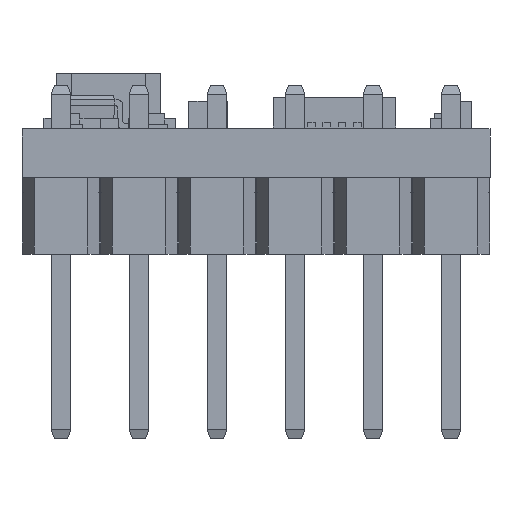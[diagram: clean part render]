
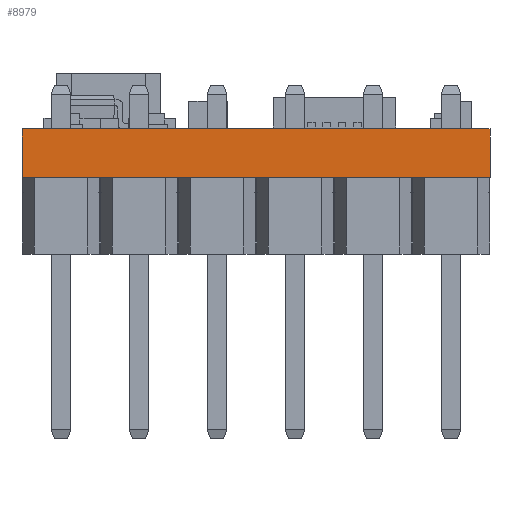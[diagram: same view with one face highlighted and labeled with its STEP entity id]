
A CAD part, left-side view. The second image highlights one B-rep face of the part: STEP entity #8979.
In plain terms, the highlighted planar face has unit normal (-1, 0, 0).
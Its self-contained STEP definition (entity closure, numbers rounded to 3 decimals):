
#1786 = CARTESIAN_POINT ( 'NONE',  ( 0., 0., 1.575 ) ) ;
#1871 = CARTESIAN_POINT ( 'NONE',  ( 0., 0., 1.575 ) ) ;
#6818 = DIRECTION ( 'NONE',  ( 1., 0., 0. ) ) ;
#7533 = DIRECTION ( 'NONE',  ( 0., 0., -1. ) ) ;
#8979 = ADVANCED_FACE ( 'NONE', ( #49280 ), #17542, .F. ) ;
#12036 = CARTESIAN_POINT ( 'NONE',  ( 0., 15.24, 1.575 ) ) ;
#15361 = LINE ( 'NONE', #19839, #44794 ) ;
#16007 = CARTESIAN_POINT ( 'NONE',  ( 0., 15.24, 1.575 ) ) ;
#16301 = EDGE_CURVE ( 'NONE', #41172, #61603, #25167, .T. ) ;
#17499 = VERTEX_POINT ( 'NONE', #18387 ) ;
#17542 = PLANE ( 'NONE',  #53693 ) ;
#18387 = CARTESIAN_POINT ( 'NONE',  ( 0., 15.24, 0. ) ) ;
#19016 = CARTESIAN_POINT ( 'NONE',  ( 0., 15.24, 1.575 ) ) ;
#19839 = CARTESIAN_POINT ( 'NONE',  ( 0., 15.24, 0. ) ) ;
#22560 = LINE ( 'NONE', #1871, #24111 ) ;
#24111 = VECTOR ( 'NONE', #33584, 1000. ) ;
#25167 = LINE ( 'NONE', #19016, #50320 ) ;
#26339 = CARTESIAN_POINT ( 'NONE',  ( 0., 0., 0. ) ) ;
#29715 = DIRECTION ( 'NONE',  ( 0., -1., 0. ) ) ;
#29902 = ORIENTED_EDGE ( 'NONE', *, *, #16301, .F. ) ;
#30187 = CARTESIAN_POINT ( 'NONE',  ( 0., 15.24, 1.575 ) ) ;
#30479 = VERTEX_POINT ( 'NONE', #26339 ) ;
#32547 = VECTOR ( 'NONE', #35013, 1000. ) ;
#33584 = DIRECTION ( 'NONE',  ( 0., 0., -1. ) ) ;
#35013 = DIRECTION ( 'NONE',  ( 0., 0., -1. ) ) ;
#37584 = EDGE_LOOP ( 'NONE', ( #38193, #42645, #29902, #52384 ) ) ;
#38193 = ORIENTED_EDGE ( 'NONE', *, *, #58140, .T. ) ;
#39165 = EDGE_CURVE ( 'NONE', #41172, #17499, #61285, .T. ) ;
#41172 = VERTEX_POINT ( 'NONE', #16007 ) ;
#42645 = ORIENTED_EDGE ( 'NONE', *, *, #61324, .F. ) ;
#44794 = VECTOR ( 'NONE', #67126, 1000. ) ;
#49280 = FACE_OUTER_BOUND ( 'NONE', #37584, .T. ) ;
#50320 = VECTOR ( 'NONE', #29715, 1000. ) ;
#52384 = ORIENTED_EDGE ( 'NONE', *, *, #39165, .T. ) ;
#53693 = AXIS2_PLACEMENT_3D ( 'NONE', #12036, #6818, #7533 ) ;
#58140 = EDGE_CURVE ( 'NONE', #17499, #30479, #15361, .T. ) ;
#61285 = LINE ( 'NONE', #30187, #32547 ) ;
#61324 = EDGE_CURVE ( 'NONE', #61603, #30479, #22560, .T. ) ;
#61603 = VERTEX_POINT ( 'NONE', #1786 ) ;
#67126 = DIRECTION ( 'NONE',  ( 0., -1., 0. ) ) ;
